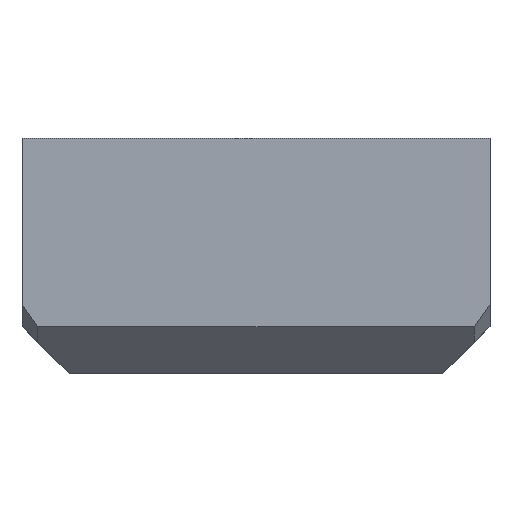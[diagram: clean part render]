
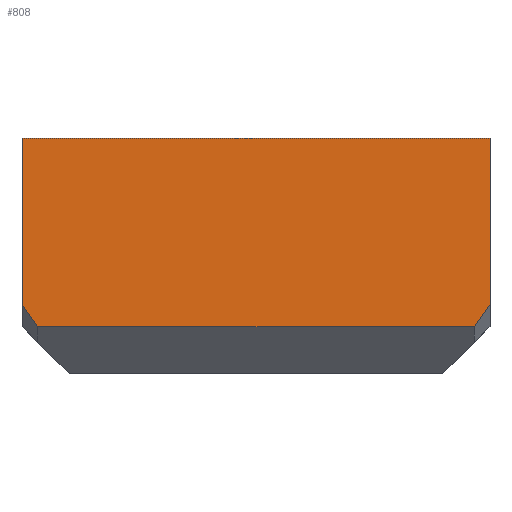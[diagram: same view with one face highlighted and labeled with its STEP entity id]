
A CAD part, top view. The second image highlights one B-rep face of the part: STEP entity #808.
In plain terms, the highlighted planar face has unit normal (0, 0, 1).
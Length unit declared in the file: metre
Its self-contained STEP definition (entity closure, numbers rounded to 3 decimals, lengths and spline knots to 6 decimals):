
#154=ORIENTED_EDGE('',*,*,#368,.T.);
#155=ORIENTED_EDGE('',*,*,#369,.T.);
#156=ORIENTED_EDGE('',*,*,#351,.T.);
#157=ORIENTED_EDGE('',*,*,#340,.F.);
#158=ORIENTED_EDGE('',*,*,#370,.F.);
#159=ORIENTED_EDGE('',*,*,#371,.T.);
#340=EDGE_CURVE('',#454,#455,#533,.T.);
#351=EDGE_CURVE('',#463,#455,#540,.F.);
#368=EDGE_CURVE('',#473,#474,#550,.T.);
#369=EDGE_CURVE('',#474,#463,#551,.F.);
#370=EDGE_CURVE('',#475,#454,#552,.T.);
#371=EDGE_CURVE('',#475,#473,#553,.T.);
#454=VERTEX_POINT('',#1235);
#455=VERTEX_POINT('',#1237);
#463=VERTEX_POINT('',#1263);
#473=VERTEX_POINT('',#1307);
#474=VERTEX_POINT('',#1308);
#475=VERTEX_POINT('',#1311);
#533=LINE('',#1236,#622);
#540=LINE('',#1262,#629);
#550=LINE('',#1306,#639);
#551=LINE('',#1309,#640);
#552=LINE('',#1310,#641);
#553=LINE('',#1312,#642);
#622=VECTOR('',#975,1.);
#629=VECTOR('',#994,1.);
#639=VECTOR('',#1030,1.);
#640=VECTOR('',#1031,1.);
#641=VECTOR('',#1032,1.);
#642=VECTOR('',#1033,1.);
#689=EDGE_LOOP('',(#154,#155,#156,#157,#158,#159));
#737=FACE_BOUND('',#689,.T.);
#774=PLANE('',#875);
#808=ADVANCED_FACE('',(#737),#774,.T.);
#875=AXIS2_PLACEMENT_3D('',#1305,#1028,#1029);
#975=DIRECTION('',(1.,0.,0.));
#994=DIRECTION('',(0.,-1.,0.));
#1028=DIRECTION('',(0.,0.,1.));
#1029=DIRECTION('',(0.,-1.,0.));
#1030=DIRECTION('',(1.,0.,0.));
#1031=DIRECTION('',(-0.577,-0.816,0.));
#1032=DIRECTION('',(0.,1.,0.));
#1033=DIRECTION('',(0.577,-0.816,0.));
#1235=CARTESIAN_POINT('',(-0.0323,-0.091423,0.0758));
#1236=CARTESIAN_POINT('',(-0.0175,-0.091423,0.0758));
#1237=CARTESIAN_POINT('',(-0.0025,-0.091423,0.0758));
#1262=CARTESIAN_POINT('',(-0.0025,-0.101423,0.0758));
#1263=CARTESIAN_POINT('',(-0.0025,-0.102009,0.0758));
#1305=CARTESIAN_POINT('',(-0.0175,-0.101423,0.0758));
#1306=CARTESIAN_POINT('',(-0.0025,-0.103423,0.0758));
#1307=CARTESIAN_POINT('',(-0.0313,-0.103423,0.0758));
#1308=CARTESIAN_POINT('',(-0.0035,-0.103423,0.0758));
#1309=CARTESIAN_POINT('',(-0.007224,-0.108689,0.0758));
#1310=CARTESIAN_POINT('',(-0.0323,-0.101423,0.0758));
#1311=CARTESIAN_POINT('',(-0.0323,-0.102009,0.0758));
#1312=CARTESIAN_POINT('',(-0.027643,-0.108595,0.0758));
